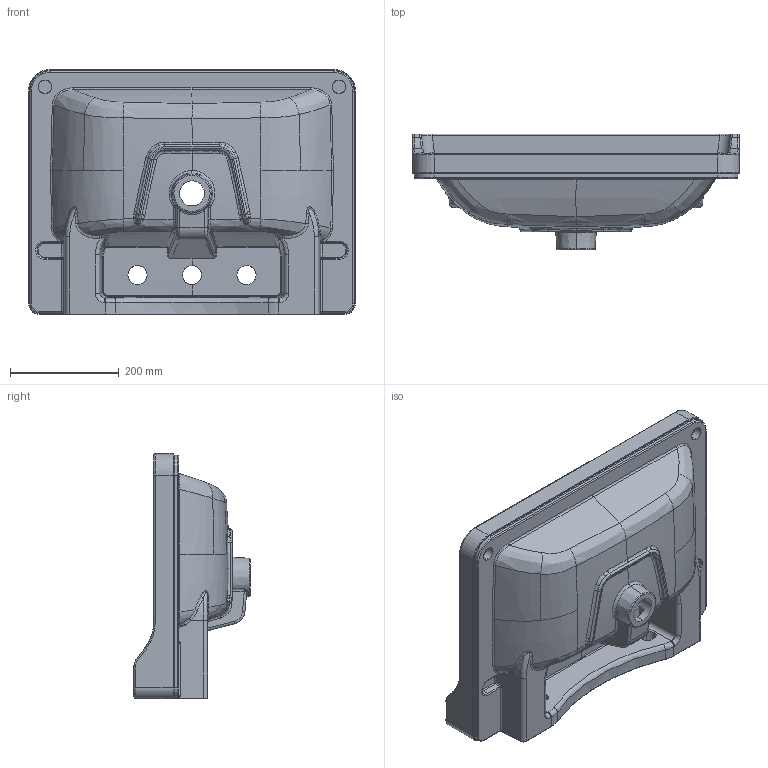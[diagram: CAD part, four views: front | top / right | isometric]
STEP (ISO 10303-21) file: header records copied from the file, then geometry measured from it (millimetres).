
FILE_DESCRIPTION (( 'STEP AP214' ), '1' );
FILE_NAME ('SOB60_STEP_V10321.STEP', '2021-03-30T14:36:15', ( '' ), ( '' ), 'SwSTEP 2.0', 'SolidWorks 2019', '' );
FILE_SCHEMA (( 'AUTOMOTIVE_DESIGN' ));
Length unit declared in the file: millimetre
Products named in the file (1): SOB60_STEP_V10321
Bounding box: 600 x 213 x 450 mm (x, y, z)
Volume: 8901773.3 mm3; surface area: 960241.7 mm2
Topology: 1 solids, 1 shells, 495 faces, 1216 edges, 709 vertices
Faces by surface type: bspline 273, cylinder 126, plane 55, torus 29, sphere 6, cone 6
Entity records: 37097 total; most frequent: CARTESIAN_POINT 27645, ORIENTED_EDGE 2400, DIRECTION 1387, EDGE_CURVE 1200, VERTEX_POINT 707, AXIS2_PLACEMENT_3D 566, B_SPLINE_CURVE_WITH_KNOTS 519, EDGE_LOOP 509
